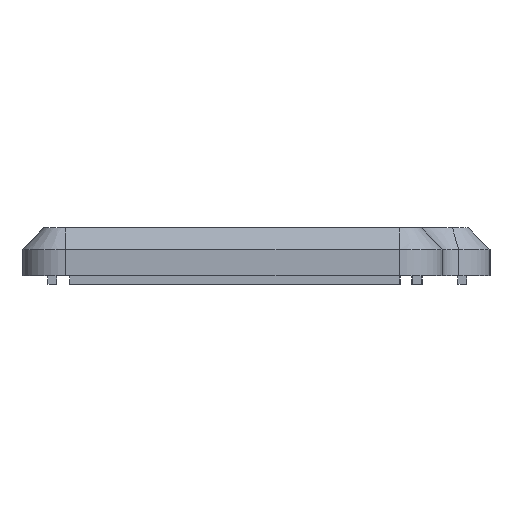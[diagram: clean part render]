
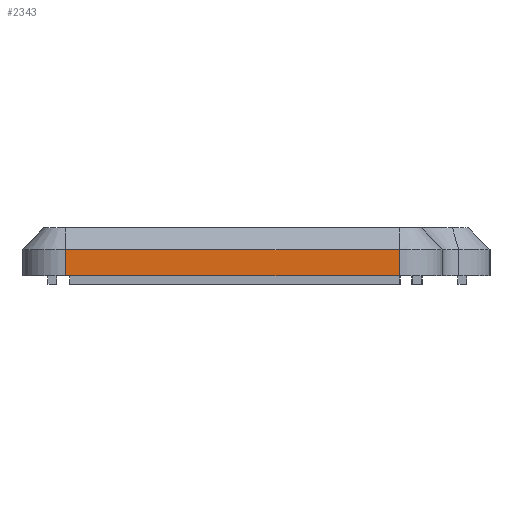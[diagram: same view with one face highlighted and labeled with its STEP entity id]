
A CAD part, left-side view. The second image highlights one B-rep face of the part: STEP entity #2343.
In plain terms, the highlighted planar face has unit normal (-1, 0, 0).
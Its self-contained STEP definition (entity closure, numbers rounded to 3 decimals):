
#149=FACE_OUTER_BOUND('',#295,.T.);
#295=EDGE_LOOP('',(#1989,#1990,#1991,#1992));
#415=LINE('',#3287,#699);
#595=LINE('',#3721,#879);
#608=LINE('',#3753,#892);
#609=LINE('',#3755,#893);
#699=VECTOR('',#2620,10.);
#879=VECTOR('',#3024,10.);
#892=VECTOR('',#3069,10.);
#893=VECTOR('',#3072,10.);
#984=VERTEX_POINT('',#3284);
#985=VERTEX_POINT('',#3286);
#1126=VERTEX_POINT('',#3715);
#1127=VERTEX_POINT('',#3719);
#1196=EDGE_CURVE('',#984,#985,#415,.T.);
#1413=EDGE_CURVE('',#1126,#1127,#595,.T.);
#1430=EDGE_CURVE('',#984,#1127,#608,.T.);
#1431=EDGE_CURVE('',#985,#1126,#609,.T.);
#1989=ORIENTED_EDGE('',*,*,#1413,.F.);
#1990=ORIENTED_EDGE('',*,*,#1431,.F.);
#1991=ORIENTED_EDGE('',*,*,#1196,.F.);
#1992=ORIENTED_EDGE('',*,*,#1430,.T.);
#2216=PLANE('',#2522);
#2343=ADVANCED_FACE('',(#149),#2216,.T.);
#2522=AXIS2_PLACEMENT_3D('',#3754,#3070,#3071);
#2620=DIRECTION('',(0.,1.,0.));
#3024=DIRECTION('',(0.,-1.,0.));
#3069=DIRECTION('',(0.,0.,1.));
#3070=DIRECTION('center_axis',(-1.,0.,0.));
#3071=DIRECTION('ref_axis',(0.,-1.,0.));
#3072=DIRECTION('',(0.,0.,1.));
#3284=CARTESIAN_POINT('',(-217.905,-33.93,25.98));
#3286=CARTESIAN_POINT('',(-217.905,42.319,25.98));
#3287=CARTESIAN_POINT('',(-217.905,-22.561,25.98));
#3715=CARTESIAN_POINT('',(-217.905,42.319,31.98));
#3719=CARTESIAN_POINT('',(-217.905,-33.93,31.98));
#3721=CARTESIAN_POINT('',(-217.905,20.563,31.98));
#3753=CARTESIAN_POINT('',(-217.905,-33.93,30.98));
#3754=CARTESIAN_POINT('Origin',(-217.905,42.319,30.98));
#3755=CARTESIAN_POINT('',(-217.905,42.319,30.98));
